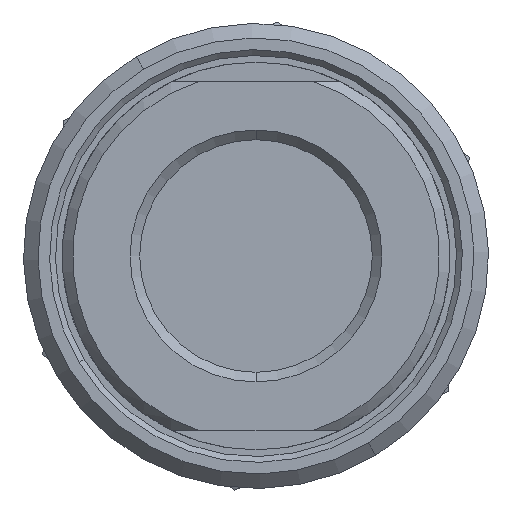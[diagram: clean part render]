
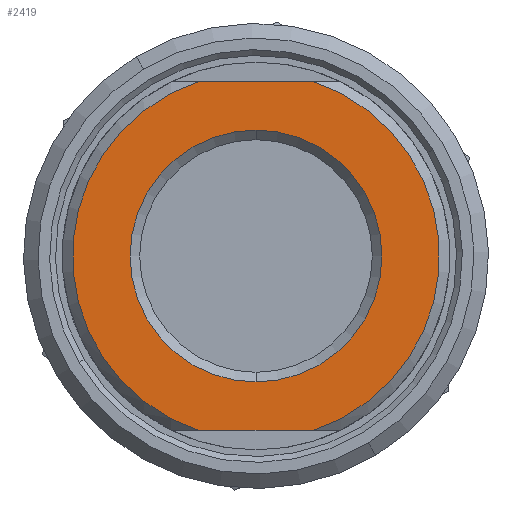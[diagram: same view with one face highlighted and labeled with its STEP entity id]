
A CAD part, front view. The second image highlights one B-rep face of the part: STEP entity #2419.
In plain terms, the highlighted planar face has unit normal (0, -1, 0).
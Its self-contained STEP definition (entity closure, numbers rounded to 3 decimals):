
#112 = PLANE ( 'NONE',  #530 ) ;
#119 = CARTESIAN_POINT ( 'NONE',  ( 0., 0., 0. ) ) ;
#120 = DIRECTION ( 'NONE',  ( 0., 1., 0. ) ) ;
#121 = DIRECTION ( 'NONE',  ( 0., 0., 1. ) ) ;
#364 = EDGE_CURVE ( 'NONE', #988, #744, #1655, .T. ) ;
#430 = AXIS2_PLACEMENT_3D ( 'NONE', #1428, #1429, #1430 ) ;
#479 = AXIS2_PLACEMENT_3D ( 'NONE', #2375, #2376, #2377 ) ;
#480 = AXIS2_PLACEMENT_3D ( 'NONE', #2381, #2382, #2383 ) ;
#481 = AXIS2_PLACEMENT_3D ( 'NONE', #2386, #2387, #2388 ) ;
#530 = AXIS2_PLACEMENT_3D ( 'NONE', #119, #120, #121 ) ;
#690 = ORIENTED_EDGE ( 'NONE', *, *, #1096, .F. ) ;
#691 = ORIENTED_EDGE ( 'NONE', *, *, #364, .F. ) ;
#692 = ORIENTED_EDGE ( 'NONE', *, *, #1097, .T. ) ;
#693 = ORIENTED_EDGE ( 'NONE', *, *, #1098, .F. ) ;
#694 = ORIENTED_EDGE ( 'NONE', *, *, #1099, .T. ) ;
#695 = ORIENTED_EDGE ( 'NONE', *, *, #1100, .F. ) ;
#732 = VERTEX_POINT ( 'NONE', #2291 ) ;
#735 = VERTEX_POINT ( 'NONE', #2296 ) ;
#737 = VERTEX_POINT ( 'NONE', #2297 ) ;
#742 = VERTEX_POINT ( 'NONE', #2301 ) ;
#744 = VERTEX_POINT ( 'NONE', #2303 ) ;
#988 = VERTEX_POINT ( 'NONE', #2328 ) ;
#1047 = EDGE_LOOP ( 'NONE', ( #690, #691 ) ) ;
#1078 = EDGE_LOOP ( 'NONE', ( #692, #693, #694, #695 ) ) ;
#1096 = EDGE_CURVE ( 'NONE', #744, #988, #1779, .T. ) ;
#1097 = EDGE_CURVE ( 'NONE', #742, #735, #1780, .T. ) ;
#1098 = EDGE_CURVE ( 'NONE', #737, #735, #1784, .T. ) ;
#1099 = EDGE_CURVE ( 'NONE', #737, #732, #1781, .T. ) ;
#1100 = EDGE_CURVE ( 'NONE', #742, #732, #1788, .T. ) ;
#1428 = CARTESIAN_POINT ( 'NONE',  ( 0., 0., 0. ) ) ;
#1429 = DIRECTION ( 'NONE',  ( 0., -1., 0. ) ) ;
#1430 = DIRECTION ( 'NONE',  ( 0., 0., -1. ) ) ;
#1655 = CIRCLE ( 'NONE', #430, 6.5 ) ;
#1779 = CIRCLE ( 'NONE', #479, 6.5 ) ;
#1780 = LINE ( 'NONE', #2370, #1786 ) ;
#1781 = LINE ( 'NONE', #2380, #1789 ) ;
#1784 = CIRCLE ( 'NONE', #480, 9.47 ) ;
#1786 = VECTOR ( 'NONE', #2371, 1000. ) ;
#1788 = CIRCLE ( 'NONE', #481, 9.47 ) ;
#1789 = VECTOR ( 'NONE', #2378, 1000. ) ;
#1839 = FACE_BOUND ( 'NONE', #1047, .T. ) ;
#1840 = FACE_OUTER_BOUND ( 'NONE', #1078, .T. ) ;
#2291 = CARTESIAN_POINT ( 'NONE',  ( 2.946, 0., -9. ) ) ;
#2296 = CARTESIAN_POINT ( 'NONE',  ( -2.946, 0., 9. ) ) ;
#2297 = CARTESIAN_POINT ( 'NONE',  ( -2.946, 0., -9. ) ) ;
#2301 = CARTESIAN_POINT ( 'NONE',  ( 2.946, 0., 9. ) ) ;
#2303 = CARTESIAN_POINT ( 'NONE',  ( 0., 0., -6.5 ) ) ;
#2328 = CARTESIAN_POINT ( 'NONE',  ( 0., 0., 6.5 ) ) ;
#2370 = CARTESIAN_POINT ( 'NONE',  ( 6., 0., 9. ) ) ;
#2371 = DIRECTION ( 'NONE',  ( -1., 0., 0. ) ) ;
#2375 = CARTESIAN_POINT ( 'NONE',  ( 0., 0., 0. ) ) ;
#2376 = DIRECTION ( 'NONE',  ( 0., -1., 0. ) ) ;
#2377 = DIRECTION ( 'NONE',  ( 0., 0., -1. ) ) ;
#2378 = DIRECTION ( 'NONE',  ( 1., 0., 0. ) ) ;
#2380 = CARTESIAN_POINT ( 'NONE',  ( -11., 0., -9. ) ) ;
#2381 = CARTESIAN_POINT ( 'NONE',  ( 0., 0., 0. ) ) ;
#2382 = DIRECTION ( 'NONE',  ( 0., 1., 0. ) ) ;
#2383 = DIRECTION ( 'NONE',  ( 0., 0., 1. ) ) ;
#2386 = CARTESIAN_POINT ( 'NONE',  ( 0., 0., 0. ) ) ;
#2387 = DIRECTION ( 'NONE',  ( 0., 1., 0. ) ) ;
#2388 = DIRECTION ( 'NONE',  ( 0., 0., 1. ) ) ;
#2419 = ADVANCED_FACE ( 'NONE', ( #1839, #1840 ), #112, .F. ) ;
